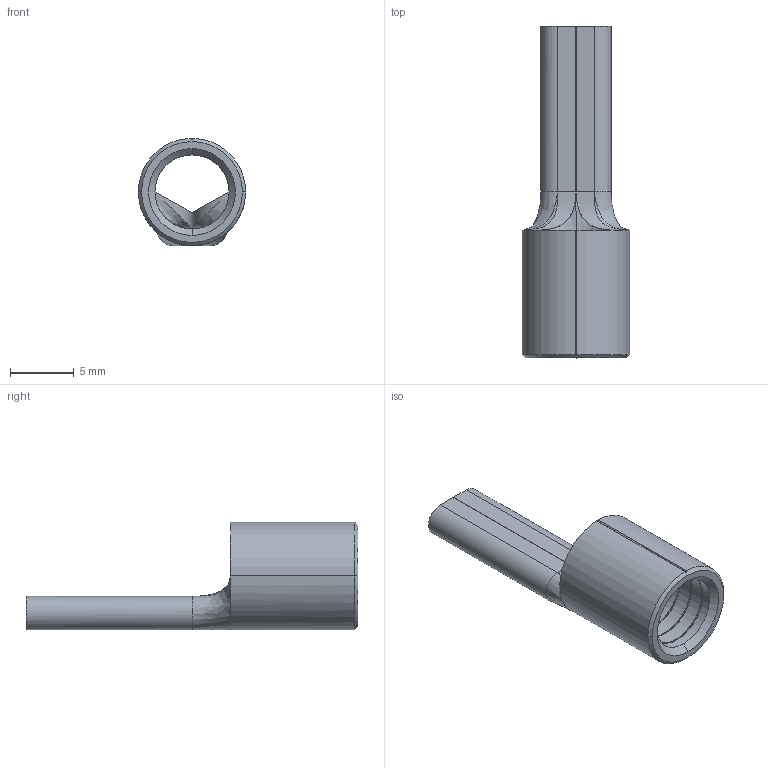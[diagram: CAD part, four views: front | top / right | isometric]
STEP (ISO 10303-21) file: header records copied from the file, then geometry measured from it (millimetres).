
FILE_DESCRIPTION (( 'STEP AP214' ), '1' );
FILE_NAME ('2040-081.STEP', '2024-09-13T06:39:19', ( '' ), ( '' ), 'SwSTEP 2.0', 'SolidWorks 2022', '' );
FILE_SCHEMA (( 'AUTOMOTIVE_DESIGN' ));
Length unit declared in the file: millimetre
Products named in the file (1): 2040-081
Bounding box: 8.4 x 26 x 8.4 mm (x, y, z)
Volume: 487.4 mm3; surface area: 873.5 mm2
Topology: 1 solids, 1 shells, 128 faces, 303 edges, 192 vertices
Faces by surface type: plane 53, cylinder 40, bspline 31, cone 4
Entity records: 5461 total; most frequent: CARTESIAN_POINT 2636, ORIENTED_EDGE 598, DIRECTION 511, EDGE_CURVE 299, VERTEX_POINT 192, AXIS2_PLACEMENT_3D 175, LINE 161, VECTOR 161
